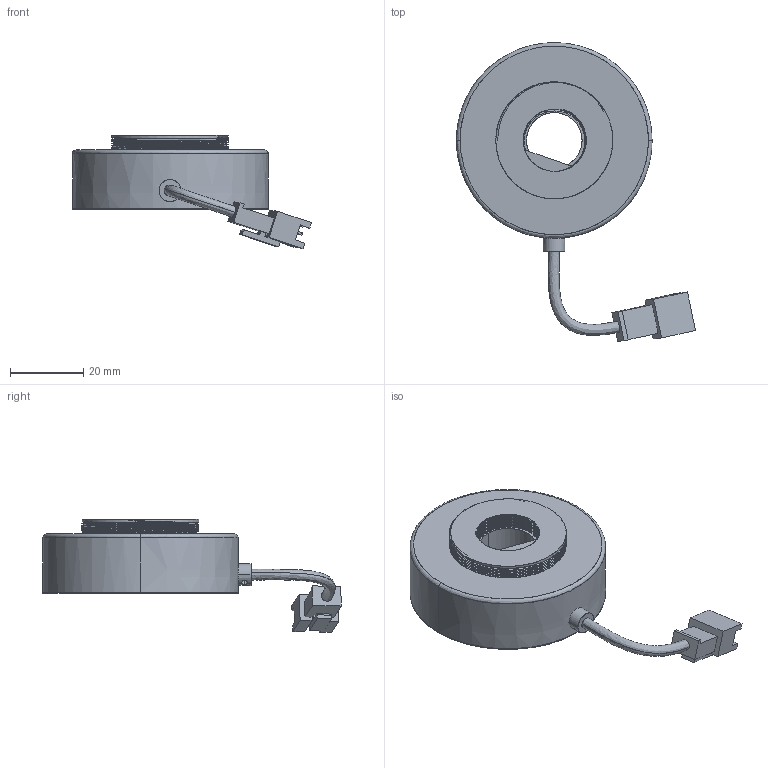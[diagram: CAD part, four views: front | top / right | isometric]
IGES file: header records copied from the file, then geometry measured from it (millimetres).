
Start section: SolidWorks IGES file using analytic representation for surfaces
Global section: file name: LTRN050W45.IGS; native system: SolidWorks 2013; preprocessor: SolidWorks 2013; author: michela; date: 130717.121349; units: millimetre
Bounding box: 65.37 x 81.7 x 30.99 mm (x, y, z)
Surface area: 10906.3 mm2 (no closed solid volume)
Topology: 0 solids, 0 shells, 146 faces, 1730 edges, 1730 vertices
Faces by surface type: bspline 83, revolution 63
